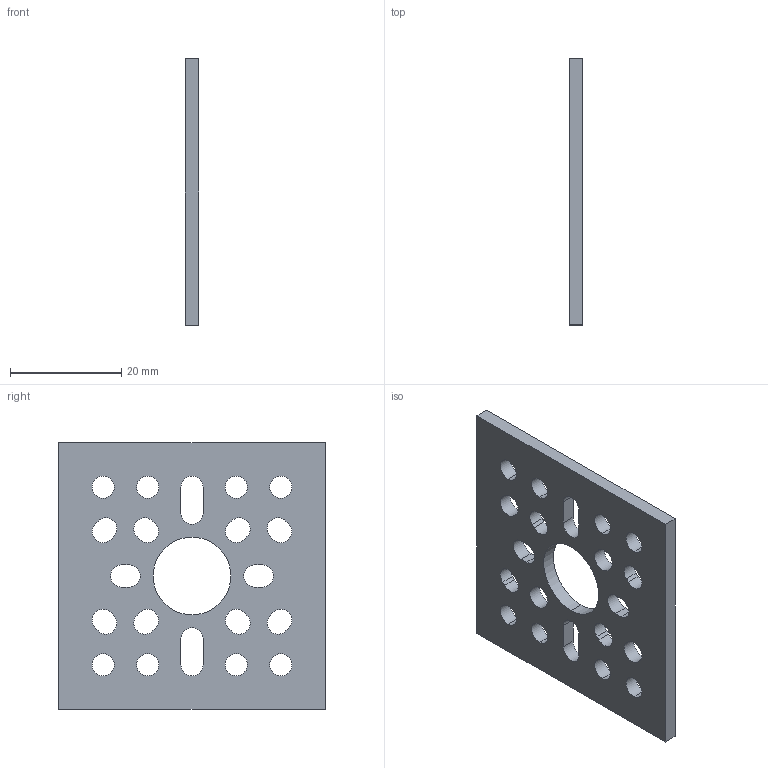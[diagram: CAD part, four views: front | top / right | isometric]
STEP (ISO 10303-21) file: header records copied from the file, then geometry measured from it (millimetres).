
FILE_DESCRIPTION (( 'STEP AP203' ), '1' );
FILE_NAME ('1104-0001-0048 rev1.STEP', '2017-05-05T16:43:10', ( '' ), ( '' ), 'SwSTEP 2.0', 'SolidWorks 2016', '' );
FILE_SCHEMA (( 'CONFIG_CONTROL_DESIGN' ));
Length unit declared in the file: millimetre
Products named in the file (1): 1104-0001-0048 rev1
Bounding box: 2.5 x 48 x 48 mm (x, y, z)
Volume: 4570.8 mm3; surface area: 4962.9 mm2
Topology: 1 solids, 1 shells, 82 faces, 240 edges, 160 vertices
Faces by surface type: cylinder 52, plane 30
Entity records: 2929 total; most frequent: DIRECTION 510, CARTESIAN_POINT 483, ORIENTED_EDGE 480, EDGE_CURVE 240, AXIS2_PLACEMENT_3D 187, VERTEX_POINT 160, LINE 136, VECTOR 136
